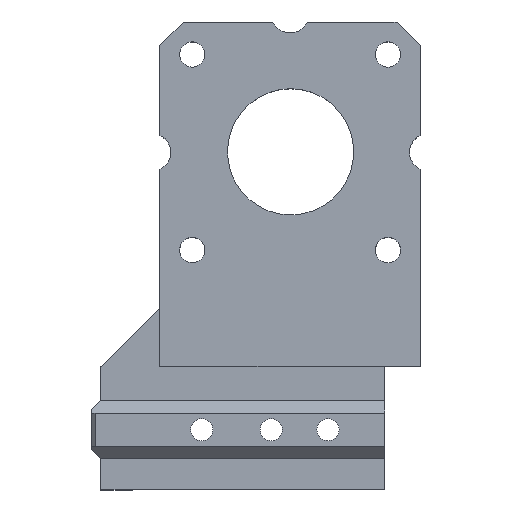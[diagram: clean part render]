
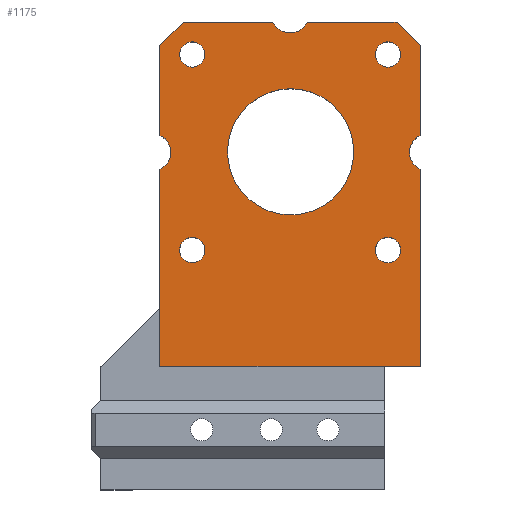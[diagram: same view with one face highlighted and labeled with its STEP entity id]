
A CAD part, top view. The second image highlights one B-rep face of the part: STEP entity #1175.
In plain terms, the highlighted planar face has unit normal (0, 0, 1).
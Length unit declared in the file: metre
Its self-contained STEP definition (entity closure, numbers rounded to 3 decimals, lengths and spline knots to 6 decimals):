
#108=LINE('',#1811,#229);
#112=LINE('',#1820,#233);
#118=LINE('',#1835,#239);
#121=LINE('',#1841,#242);
#124=LINE('',#1847,#245);
#128=LINE('',#1859,#249);
#131=LINE('',#1865,#252);
#134=LINE('',#1871,#255);
#137=LINE('',#1880,#258);
#229=VECTOR('',#1466,1.);
#233=VECTOR('',#1472,1.);
#239=VECTOR('',#1486,1.);
#242=VECTOR('',#1491,1.);
#245=VECTOR('',#1496,1.);
#249=VECTOR('',#1508,1.);
#252=VECTOR('',#1513,1.);
#255=VECTOR('',#1518,1.);
#258=VECTOR('',#1529,1.);
#499=ORIENTED_EDGE('',*,*,#730,.F.);
#500=ORIENTED_EDGE('',*,*,#688,.F.);
#501=ORIENTED_EDGE('',*,*,#693,.T.);
#502=ORIENTED_EDGE('',*,*,#696,.F.);
#503=ORIENTED_EDGE('',*,*,#699,.F.);
#504=ORIENTED_EDGE('',*,*,#702,.F.);
#505=ORIENTED_EDGE('',*,*,#705,.T.);
#506=ORIENTED_EDGE('',*,*,#708,.T.);
#507=ORIENTED_EDGE('',*,*,#711,.F.);
#508=ORIENTED_EDGE('',*,*,#714,.F.);
#509=ORIENTED_EDGE('',*,*,#717,.T.);
#510=ORIENTED_EDGE('',*,*,#719,.T.);
#511=ORIENTED_EDGE('',*,*,#684,.T.);
#512=ORIENTED_EDGE('',*,*,#726,.T.);
#513=ORIENTED_EDGE('',*,*,#724,.T.);
#514=ORIENTED_EDGE('',*,*,#722,.F.);
#515=ORIENTED_EDGE('',*,*,#728,.F.);
#684=EDGE_CURVE('',#821,#820,#108,.T.);
#688=EDGE_CURVE('',#824,#820,#112,.T.);
#693=EDGE_CURVE('',#824,#827,#879,.T.);
#696=EDGE_CURVE('',#829,#827,#118,.T.);
#699=EDGE_CURVE('',#831,#829,#121,.T.);
#702=EDGE_CURVE('',#833,#831,#124,.T.);
#705=EDGE_CURVE('',#833,#835,#881,.T.);
#708=EDGE_CURVE('',#835,#837,#128,.T.);
#711=EDGE_CURVE('',#839,#837,#131,.T.);
#714=EDGE_CURVE('',#841,#839,#134,.T.);
#717=EDGE_CURVE('',#841,#843,#883,.T.);
#719=EDGE_CURVE('',#843,#821,#137,.T.);
#722=EDGE_CURVE('',#845,#845,#884,.T.);
#724=EDGE_CURVE('',#847,#847,#886,.F.);
#726=EDGE_CURVE('',#849,#849,#888,.F.);
#728=EDGE_CURVE('',#851,#851,#890,.T.);
#730=EDGE_CURVE('',#853,#853,#892,.T.);
#820=VERTEX_POINT('',#1810);
#821=VERTEX_POINT('',#1812);
#824=VERTEX_POINT('',#1819);
#827=VERTEX_POINT('',#1828);
#829=VERTEX_POINT('',#1834);
#831=VERTEX_POINT('',#1840);
#833=VERTEX_POINT('',#1846);
#835=VERTEX_POINT('',#1852);
#837=VERTEX_POINT('',#1858);
#839=VERTEX_POINT('',#1864);
#841=VERTEX_POINT('',#1870);
#843=VERTEX_POINT('',#1876);
#845=VERTEX_POINT('',#1886);
#847=VERTEX_POINT('',#1891);
#849=VERTEX_POINT('',#1896);
#851=VERTEX_POINT('',#1901);
#853=VERTEX_POINT('',#1906);
#879=CIRCLE('',#1251,0.003);
#881=CIRCLE('',#1257,0.003);
#883=CIRCLE('',#1263,0.003);
#884=CIRCLE('',#1266,0.002);
#886=CIRCLE('',#1269,0.002);
#888=CIRCLE('',#1272,0.002);
#890=CIRCLE('',#1275,0.002);
#892=CIRCLE('',#1278,0.01);
#967=EDGE_LOOP('',(#499));
#968=EDGE_LOOP('',(#500,#501,#502,#503,#504,#505,#506,#507,#508,#509,#510,
#511));
#969=EDGE_LOOP('',(#512));
#970=EDGE_LOOP('',(#513));
#971=EDGE_LOOP('',(#514));
#972=EDGE_LOOP('',(#515));
#1060=FACE_BOUND('',#967,.T.);
#1061=FACE_BOUND('',#968,.T.);
#1062=FACE_BOUND('',#969,.T.);
#1063=FACE_BOUND('',#970,.T.);
#1064=FACE_BOUND('',#971,.T.);
#1065=FACE_BOUND('',#972,.T.);
#1118=PLANE('',#1277);
#1175=ADVANCED_FACE('',(#1060,#1061,#1062,#1063,#1064,#1065),#1118,.T.);
#1251=AXIS2_PLACEMENT_3D('',#1829,#1480,#1481);
#1257=AXIS2_PLACEMENT_3D('',#1853,#1502,#1503);
#1263=AXIS2_PLACEMENT_3D('',#1877,#1524,#1525);
#1266=AXIS2_PLACEMENT_3D('',#1885,#1534,#1535);
#1269=AXIS2_PLACEMENT_3D('',#1890,#1540,#1541);
#1272=AXIS2_PLACEMENT_3D('',#1895,#1546,#1547);
#1275=AXIS2_PLACEMENT_3D('',#1900,#1552,#1553);
#1277=AXIS2_PLACEMENT_3D('',#1904,#1556,#1557);
#1278=AXIS2_PLACEMENT_3D('',#1905,#1558,#1559);
#1466=DIRECTION('',(1.,0.,0.));
#1472=DIRECTION('',(0.,-1.,0.));
#1480=DIRECTION('',(0.,0.,-1.));
#1481=DIRECTION('',(0.707,-0.707,0.));
#1486=DIRECTION('',(0.,-1.,0.));
#1491=DIRECTION('',(0.707,-0.707,0.));
#1496=DIRECTION('',(1.,0.,0.));
#1502=DIRECTION('',(0.,0.,-1.));
#1503=DIRECTION('',(0.707,-0.707,0.));
#1508=DIRECTION('',(-1.,0.,0.));
#1513=DIRECTION('',(0.707,0.707,0.));
#1518=DIRECTION('',(0.,1.,0.));
#1524=DIRECTION('',(0.,0.,-1.));
#1525=DIRECTION('',(0.707,-0.707,0.));
#1529=DIRECTION('',(0.,-1.,0.));
#1534=DIRECTION('',(0.,0.,1.));
#1535=DIRECTION('',(0.707,0.707,0.));
#1540=DIRECTION('',(0.,0.,1.));
#1541=DIRECTION('',(0.707,0.707,0.));
#1546=DIRECTION('',(0.,0.,1.));
#1547=DIRECTION('',(0.707,0.707,0.));
#1552=DIRECTION('',(0.,0.,1.));
#1553=DIRECTION('',(0.707,0.707,0.));
#1556=DIRECTION('',(0.,0.,1.));
#1557=DIRECTION('',(1.,0.,0.));
#1558=DIRECTION('',(0.,0.,1.));
#1559=DIRECTION('',(1.,0.,0.));
#1810=CARTESIAN_POINT('',(0.07065,-0.033903,-0.01535));
#1811=CARTESIAN_POINT('',(0.05,-0.033903,-0.01535));
#1812=CARTESIAN_POINT('',(0.02935,-0.033903,-0.01535));
#1819=CARTESIAN_POINT('',(0.07065,-0.002718,-0.01535));
#1820=CARTESIAN_POINT('',(0.07065,-0.00848,-0.01535));
#1828=CARTESIAN_POINT('',(0.07065,0.002718,-0.01535));
#1829=CARTESIAN_POINT('',(0.07192,0.,-0.01535));
#1834=CARTESIAN_POINT('',(0.07065,0.016943,-0.01535));
#1835=CARTESIAN_POINT('',(0.07065,-0.00848,-0.01535));
#1840=CARTESIAN_POINT('',(0.066943,0.02065,-0.01535));
#1841=CARTESIAN_POINT('',(0.068796,0.018796,-0.01535));
#1846=CARTESIAN_POINT('',(0.052718,0.02065,-0.01535));
#1847=CARTESIAN_POINT('',(0.057588,0.02065,-0.01535));
#1852=CARTESIAN_POINT('',(0.047282,0.02065,-0.01535));
#1853=CARTESIAN_POINT('',(0.05,0.02192,-0.01535));
#1858=CARTESIAN_POINT('',(0.033057,0.02065,-0.01535));
#1859=CARTESIAN_POINT('',(0.05,0.02065,-0.01535));
#1864=CARTESIAN_POINT('',(0.02935,0.016943,-0.01535));
#1865=CARTESIAN_POINT('',(0.031204,0.018796,-0.01535));
#1870=CARTESIAN_POINT('',(0.02935,0.002718,-0.01535));
#1871=CARTESIAN_POINT('',(0.02935,0.007588,-0.01535));
#1876=CARTESIAN_POINT('',(0.02935,-0.002718,-0.01535));
#1877=CARTESIAN_POINT('',(0.02808,0.,-0.01535));
#1880=CARTESIAN_POINT('',(0.02935,-0.00848,-0.01535));
#1885=CARTESIAN_POINT('',(0.0345,-0.0155,-0.01535));
#1886=CARTESIAN_POINT('',(0.035914,-0.014086,-0.01535));
#1890=CARTESIAN_POINT('',(0.0345,0.0155,-0.01535));
#1891=CARTESIAN_POINT('',(0.035914,0.016914,-0.01535));
#1895=CARTESIAN_POINT('',(0.0655,-0.0155,-0.01535));
#1896=CARTESIAN_POINT('',(0.066914,-0.014086,-0.01535));
#1900=CARTESIAN_POINT('',(0.0655,0.0155,-0.01535));
#1901=CARTESIAN_POINT('',(0.066914,0.016914,-0.01535));
#1904=CARTESIAN_POINT('',(0.05,-0.003991,-0.01535));
#1905=CARTESIAN_POINT('',(0.050085,0.000085,-0.01535));
#1906=CARTESIAN_POINT('',(0.060085,0.000085,-0.01535));
